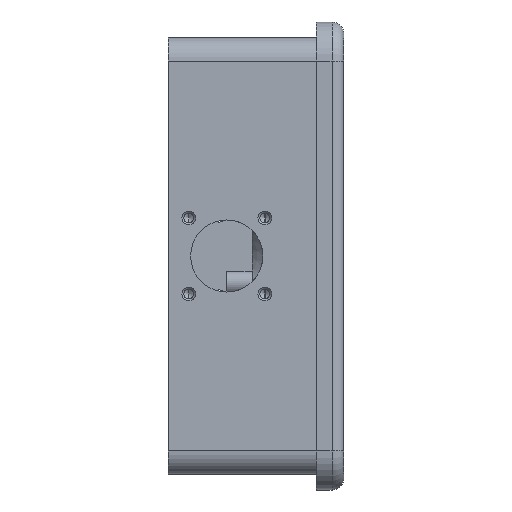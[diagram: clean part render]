
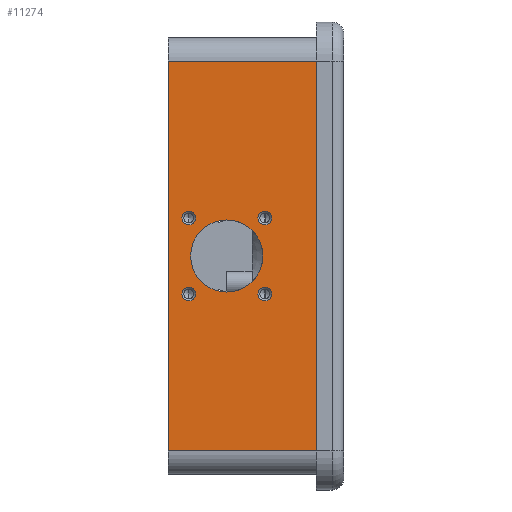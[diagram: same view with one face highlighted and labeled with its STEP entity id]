
A CAD part, left-side view. The second image highlights one B-rep face of the part: STEP entity #11274.
In plain terms, the highlighted planar face has unit normal (-1, 0, 0).
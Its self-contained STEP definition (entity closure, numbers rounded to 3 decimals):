
#123 = AXIS2_PLACEMENT_3D ( 'NONE', #6816, #11181, #9943 ) ;
#389 = CARTESIAN_POINT ( 'NONE',  ( -121., 20.25, -9.75 ) ) ;
#398 = EDGE_LOOP ( 'NONE', ( #13638, #4949 ) ) ;
#621 = CIRCLE ( 'NONE', #9033, 1.75 ) ;
#679 = VECTOR ( 'NONE', #1698, 1000. ) ;
#720 = DIRECTION ( 'NONE',  ( 0., 0., -1. ) ) ;
#722 = VERTEX_POINT ( 'NONE', #4711 ) ;
#762 = AXIS2_PLACEMENT_3D ( 'NONE', #389, #12442, #11338 ) ;
#834 = ORIENTED_EDGE ( 'NONE', *, *, #2286, .T. ) ;
#896 = DIRECTION ( 'NONE',  ( 1., 0., 0. ) ) ;
#926 = VERTEX_POINT ( 'NONE', #9892 ) ;
#929 = ORIENTED_EDGE ( 'NONE', *, *, #2414, .T. ) ;
#1058 = VERTEX_POINT ( 'NONE', #9046 ) ;
#1061 = EDGE_LOOP ( 'NONE', ( #7367, #11810 ) ) ;
#1062 = EDGE_CURVE ( 'NONE', #7616, #12501, #2802, .T. ) ;
#1127 = AXIS2_PLACEMENT_3D ( 'NONE', #7874, #1443, #10078 ) ;
#1158 = CIRCLE ( 'NONE', #12755, 9.25 ) ;
#1309 = CARTESIAN_POINT ( 'NONE',  ( -121., 45., -50. ) ) ;
#1400 = DIRECTION ( 'NONE',  ( 1., 0., 0. ) ) ;
#1443 = DIRECTION ( 'NONE',  ( -1., 0., 0. ) ) ;
#1698 = DIRECTION ( 'NONE',  ( 0., -1., 0. ) ) ;
#1699 = DIRECTION ( 'NONE',  ( 0., 0., -1. ) ) ;
#1727 = EDGE_CURVE ( 'NONE', #6598, #3189, #2384, .T. ) ;
#1737 = DIRECTION ( 'NONE',  ( 1., 0., 0. ) ) ;
#1783 = CARTESIAN_POINT ( 'NONE',  ( -121., 45., 50. ) ) ;
#1922 = AXIS2_PLACEMENT_3D ( 'NONE', #11494, #1737, #8276 ) ;
#2202 = VECTOR ( 'NONE', #6792, 1000. ) ;
#2278 = EDGE_CURVE ( 'NONE', #6479, #13004, #7747, .T. ) ;
#2286 = EDGE_CURVE ( 'NONE', #12501, #7616, #9967, .T. ) ;
#2328 = ORIENTED_EDGE ( 'NONE', *, *, #13141, .F. ) ;
#2384 = CIRCLE ( 'NONE', #762, 1.75 ) ;
#2414 = EDGE_CURVE ( 'NONE', #8213, #6193, #6412, .T. ) ;
#2473 = FACE_BOUND ( 'NONE', #4178, .T. ) ;
#2802 = CIRCLE ( 'NONE', #4801, 1.75 ) ;
#3052 = CARTESIAN_POINT ( 'NONE',  ( -121., 39.75, 8. ) ) ;
#3189 = VERTEX_POINT ( 'NONE', #13045 ) ;
#3412 = EDGE_CURVE ( 'NONE', #13004, #6479, #1158, .T. ) ;
#4005 = ORIENTED_EDGE ( 'NONE', *, *, #7647, .T. ) ;
#4044 = CARTESIAN_POINT ( 'NONE',  ( -121., 20.25, 9.75 ) ) ;
#4085 = CARTESIAN_POINT ( 'NONE',  ( -121., 20.25, 11.5 ) ) ;
#4178 = EDGE_LOOP ( 'NONE', ( #834, #4314 ) ) ;
#4240 = ORIENTED_EDGE ( 'NONE', *, *, #3412, .F. ) ;
#4314 = ORIENTED_EDGE ( 'NONE', *, *, #1062, .T. ) ;
#4315 = CARTESIAN_POINT ( 'NONE',  ( -121., 30., 9.25 ) ) ;
#4328 = DIRECTION ( 'NONE',  ( 0., 0., -1. ) ) ;
#4683 = CARTESIAN_POINT ( 'NONE',  ( -121., 39.75, 9.75 ) ) ;
#4711 = CARTESIAN_POINT ( 'NONE',  ( -121., 39.75, -11.5 ) ) ;
#4770 = DIRECTION ( 'NONE',  ( 1., 0., 0. ) ) ;
#4801 = AXIS2_PLACEMENT_3D ( 'NONE', #4683, #4770, #12325 ) ;
#4939 = EDGE_LOOP ( 'NONE', ( #7276, #7835 ) ) ;
#4949 = ORIENTED_EDGE ( 'NONE', *, *, #11886, .T. ) ;
#5087 = ORIENTED_EDGE ( 'NONE', *, *, #2278, .F. ) ;
#5138 = VECTOR ( 'NONE', #12608, 1000. ) ;
#5411 = CARTESIAN_POINT ( 'NONE',  ( -121., 20.25, 9.75 ) ) ;
#5812 = CIRCLE ( 'NONE', #1922, 1.75 ) ;
#5841 = CARTESIAN_POINT ( 'NONE',  ( -121., 30., 0. ) ) ;
#6045 = DIRECTION ( 'NONE',  ( 1., 0., 0. ) ) ;
#6193 = VERTEX_POINT ( 'NONE', #12513 ) ;
#6412 = LINE ( 'NONE', #9132, #679 ) ;
#6429 = CARTESIAN_POINT ( 'NONE',  ( -121., 30., -9.25 ) ) ;
#6479 = VERTEX_POINT ( 'NONE', #6429 ) ;
#6598 = VERTEX_POINT ( 'NONE', #10016 ) ;
#6773 = AXIS2_PLACEMENT_3D ( 'NONE', #10019, #1400, #13312 ) ;
#6780 = CIRCLE ( 'NONE', #13288, 1.75 ) ;
#6792 = DIRECTION ( 'NONE',  ( 0., 0., 1. ) ) ;
#6816 = CARTESIAN_POINT ( 'NONE',  ( -121., 39.75, 9.75 ) ) ;
#6850 = FACE_BOUND ( 'NONE', #8664, .T. ) ;
#6978 = EDGE_CURVE ( 'NONE', #3189, #6598, #5812, .T. ) ;
#7118 = CARTESIAN_POINT ( 'NONE',  ( -121., 39.75, -9.75 ) ) ;
#7276 = ORIENTED_EDGE ( 'NONE', *, *, #6978, .T. ) ;
#7342 = FACE_BOUND ( 'NONE', #398, .T. ) ;
#7367 = ORIENTED_EDGE ( 'NONE', *, *, #11572, .T. ) ;
#7384 = ORIENTED_EDGE ( 'NONE', *, *, #11345, .F. ) ;
#7468 = AXIS2_PLACEMENT_3D ( 'NONE', #7118, #6045, #720 ) ;
#7540 = CARTESIAN_POINT ( 'NONE',  ( -121., 39.75, 11.5 ) ) ;
#7616 = VERTEX_POINT ( 'NONE', #3052 ) ;
#7647 = EDGE_CURVE ( 'NONE', #6193, #8409, #11209, .T. ) ;
#7747 = CIRCLE ( 'NONE', #1127, 9.25 ) ;
#7835 = ORIENTED_EDGE ( 'NONE', *, *, #1727, .T. ) ;
#7874 = CARTESIAN_POINT ( 'NONE',  ( -121., 30., 0. ) ) ;
#8213 = VERTEX_POINT ( 'NONE', #1309 ) ;
#8276 = DIRECTION ( 'NONE',  ( 0., 0., -1. ) ) ;
#8409 = VERTEX_POINT ( 'NONE', #13686 ) ;
#8428 = DIRECTION ( 'NONE',  ( 0., 0., -1. ) ) ;
#8532 = CIRCLE ( 'NONE', #6773, 1.75 ) ;
#8664 = EDGE_LOOP ( 'NONE', ( #4240, #5087 ) ) ;
#8722 = EDGE_CURVE ( 'NONE', #1058, #8742, #6780, .T. ) ;
#8742 = VERTEX_POINT ( 'NONE', #4085 ) ;
#9033 = AXIS2_PLACEMENT_3D ( 'NONE', #5411, #13112, #4328 ) ;
#9046 = CARTESIAN_POINT ( 'NONE',  ( -121., 20.25, 8. ) ) ;
#9058 = VERTEX_POINT ( 'NONE', #12225 ) ;
#9132 = CARTESIAN_POINT ( 'NONE',  ( -121., 45., -50. ) ) ;
#9181 = DIRECTION ( 'NONE',  ( 0., 0., 1. ) ) ;
#9271 = CARTESIAN_POINT ( 'NONE',  ( -121., 45., -50. ) ) ;
#9391 = FACE_BOUND ( 'NONE', #1061, .T. ) ;
#9892 = CARTESIAN_POINT ( 'NONE',  ( -121., 39.75, -8. ) ) ;
#9943 = DIRECTION ( 'NONE',  ( 0., 0., -1. ) ) ;
#9967 = CIRCLE ( 'NONE', #123, 1.75 ) ;
#10016 = CARTESIAN_POINT ( 'NONE',  ( -121., 20.25, -11.5 ) ) ;
#10019 = CARTESIAN_POINT ( 'NONE',  ( -121., 39.75, -9.75 ) ) ;
#10078 = DIRECTION ( 'NONE',  ( 0., 0., 1. ) ) ;
#10402 = DIRECTION ( 'NONE',  ( 1., 0., 0. ) ) ;
#10559 = FACE_BOUND ( 'NONE', #4939, .T. ) ;
#10802 = LINE ( 'NONE', #13207, #2202 ) ;
#10961 = CIRCLE ( 'NONE', #7468, 1.75 ) ;
#11181 = DIRECTION ( 'NONE',  ( 1., 0., 0. ) ) ;
#11209 = LINE ( 'NONE', #13763, #11374 ) ;
#11274 = ADVANCED_FACE ( 'NONE', ( #9391, #2473, #7342, #10559, #6850, #13653 ), #11543, .F. ) ;
#11338 = DIRECTION ( 'NONE',  ( 0., 0., -1. ) ) ;
#11345 = EDGE_CURVE ( 'NONE', #9058, #8409, #12280, .T. ) ;
#11374 = VECTOR ( 'NONE', #11662, 1000. ) ;
#11494 = CARTESIAN_POINT ( 'NONE',  ( -121., 20.25, -9.75 ) ) ;
#11543 = PLANE ( 'NONE',  #11660 ) ;
#11572 = EDGE_CURVE ( 'NONE', #8742, #1058, #621, .T. ) ;
#11654 = EDGE_CURVE ( 'NONE', #926, #722, #8532, .T. ) ;
#11660 = AXIS2_PLACEMENT_3D ( 'NONE', #9271, #10402, #1699 ) ;
#11662 = DIRECTION ( 'NONE',  ( 0., 0., 1. ) ) ;
#11810 = ORIENTED_EDGE ( 'NONE', *, *, #8722, .T. ) ;
#11886 = EDGE_CURVE ( 'NONE', #722, #926, #10961, .T. ) ;
#12219 = EDGE_LOOP ( 'NONE', ( #4005, #7384, #2328, #929 ) ) ;
#12225 = CARTESIAN_POINT ( 'NONE',  ( -121., 45., 50. ) ) ;
#12280 = LINE ( 'NONE', #1783, #5138 ) ;
#12325 = DIRECTION ( 'NONE',  ( 0., 0., -1. ) ) ;
#12442 = DIRECTION ( 'NONE',  ( 1., 0., 0. ) ) ;
#12501 = VERTEX_POINT ( 'NONE', #7540 ) ;
#12513 = CARTESIAN_POINT ( 'NONE',  ( -121., 7., -50. ) ) ;
#12608 = DIRECTION ( 'NONE',  ( 0., -1., 0. ) ) ;
#12755 = AXIS2_PLACEMENT_3D ( 'NONE', #5841, #13472, #9181 ) ;
#13004 = VERTEX_POINT ( 'NONE', #4315 ) ;
#13045 = CARTESIAN_POINT ( 'NONE',  ( -121., 20.25, -8. ) ) ;
#13112 = DIRECTION ( 'NONE',  ( 1., 0., 0. ) ) ;
#13141 = EDGE_CURVE ( 'NONE', #8213, #9058, #10802, .T. ) ;
#13207 = CARTESIAN_POINT ( 'NONE',  ( -121., 45., -50. ) ) ;
#13288 = AXIS2_PLACEMENT_3D ( 'NONE', #4044, #896, #8428 ) ;
#13312 = DIRECTION ( 'NONE',  ( 0., 0., -1. ) ) ;
#13472 = DIRECTION ( 'NONE',  ( -1., 0., 0. ) ) ;
#13638 = ORIENTED_EDGE ( 'NONE', *, *, #11654, .T. ) ;
#13653 = FACE_OUTER_BOUND ( 'NONE', #12219, .T. ) ;
#13686 = CARTESIAN_POINT ( 'NONE',  ( -121., 7., 50. ) ) ;
#13763 = CARTESIAN_POINT ( 'NONE',  ( -121., 7., -50. ) ) ;
